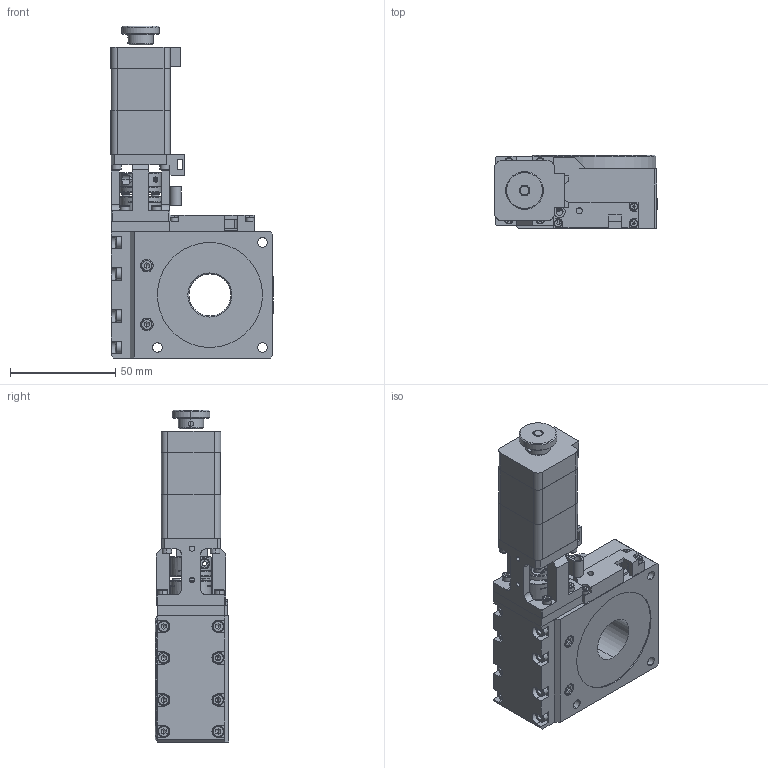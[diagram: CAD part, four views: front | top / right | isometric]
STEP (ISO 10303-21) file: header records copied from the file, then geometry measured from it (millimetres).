
FILE_DESCRIPTION (( 'STEP AP203' ), '1' );
FILE_NAME ('TBR60L.step', '2019-05-06T08:34:35', ( '' ), ( '' ), 'SwSTEP 2.0', 'SolidWorks 2017', '' );
FILE_SCHEMA (( 'CONFIG_CONTROL_DESIGN' ));
Length unit declared in the file: millimetre
Products named in the file (1): TBR60L
Bounding box: 77.25 x 35 x 158 mm (x, y, z)
Surface area: 47304.5 mm2 (no closed solid volume)
Topology: 0 solids, 65 shells, 858 faces, 3449 edges, 2517 vertices
Faces by surface type: plane 421, cylinder 285, cone 78, torus 54, bspline 20
Entity records: 41017 total; most frequent: CARTESIAN_POINT 13717, DIRECTION 5313, ORIENTED_EDGE 5131, EDGE_CURVE 3405, VERTEX_POINT 2517, VECTOR 1799, LINE 1799, AXIS2_PLACEMENT_3D 1757
